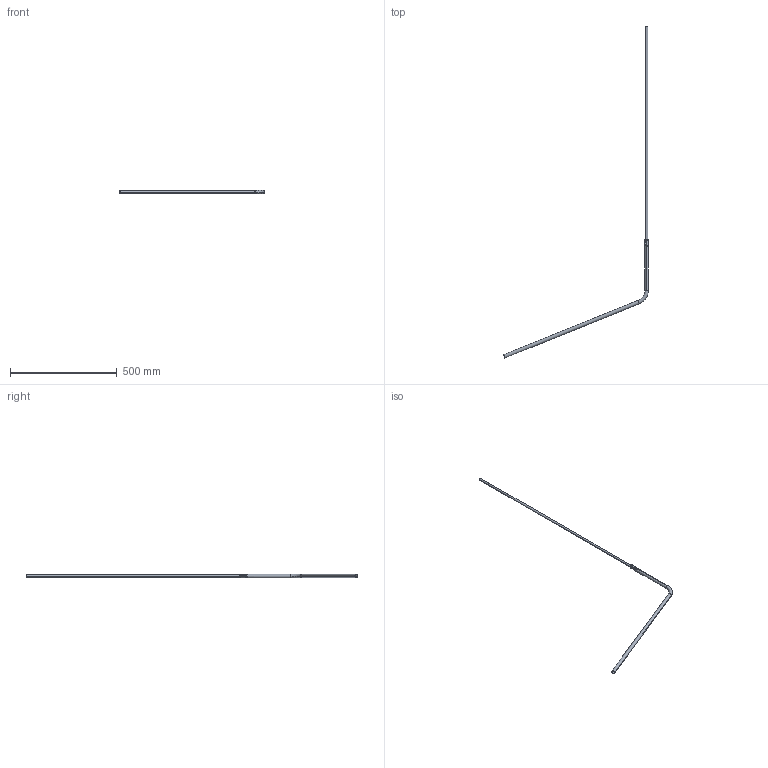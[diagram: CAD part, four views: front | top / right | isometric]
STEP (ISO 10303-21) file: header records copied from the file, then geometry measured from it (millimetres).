
FILE_DESCRIPTION(('CoCreate Modeling STEP Export'),'2;1');
FILE_NAME('5401950.stp','2019-01-29T 9:11:37',(''),(''),'CoCreate Modeling STEP processor for AP214 (Solid Model)','CoCreate Modeling 16.00D 29-May-2009 (C) Parametric Technology GmbH','');
FILE_SCHEMA(('AUTOMOTIVE_DESIGN { 1 0 10303 214 1 1 1 1 }'));
Length unit declared in the file: millimetre
Products named in the file (3): Stange; 16AL; gebogene_Rohrfangstange
Assembly tree (2 placements, depth 2):
  gebogene_Rohrfangstange
    16AL
    Stange
Bounding box: 678.57 x 1557.13 x 16 mm (x, y, z)
Volume: 186409.9 mm3; surface area: 116993.8 mm2
Topology: 2 solids, 2 shells, 193 faces, 482 edges, 314 vertices
Faces by surface type: cylinder 96, plane 61, cone 16, extrusion 16, torus 4
Entity records: 18162 total; most frequent: CARTESIAN_POINT 13975, ORIENTED_EDGE 964, DIRECTION 564, EDGE_CURVE 482, VERTEX_POINT 314, EDGE_LOOP 216, FACE_OUTER_BOUND 193, ADVANCED_FACE 193
